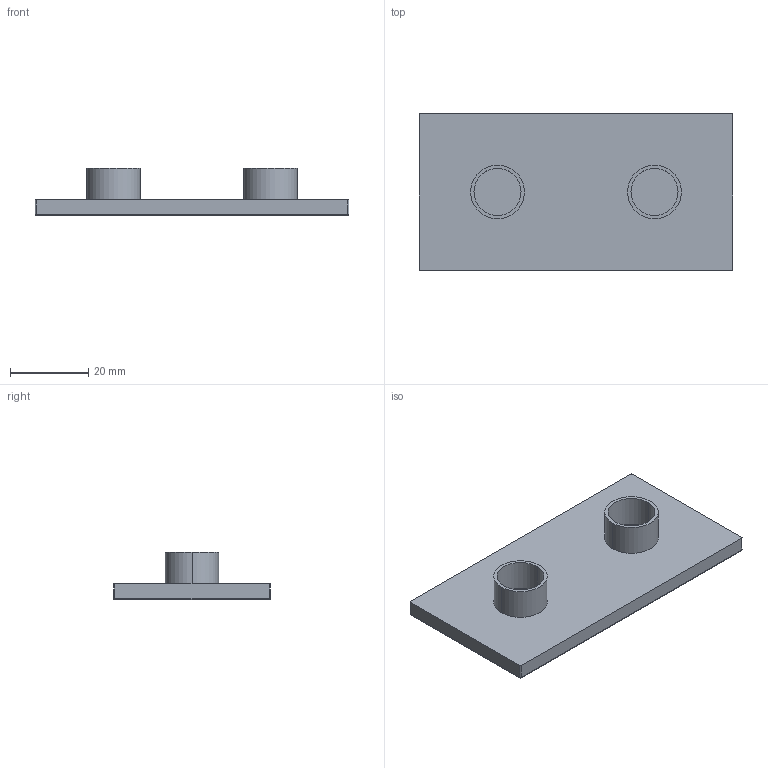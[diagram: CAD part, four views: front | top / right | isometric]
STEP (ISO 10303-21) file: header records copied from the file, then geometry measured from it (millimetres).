
FILE_DESCRIPTION (( 'STEP AP203' ), '1' );
FILE_NAME ('C40-30.STEP', '2018-03-22T12:15:57', ( 'User2' ), ( '' ), 'SwSTEP 2.0', 'SolidWorks 2007', '' );
FILE_SCHEMA (( 'CONFIG_CONTROL_DESIGN' ));
Length unit declared in the file: millimetre
Products named in the file (1): C40-30
Bounding box: 80 x 40 x 12 mm (x, y, z)
Volume: 13344.1 mm3; surface area: 8618.7 mm2
Topology: 1 solids, 1 shells, 30 faces, 64 edges, 36 vertices
Faces by surface type: cylinder 16, plane 10, sphere 4
Entity records: 857 total; most frequent: DIRECTION 154, CARTESIAN_POINT 127, ORIENTED_EDGE 120, AXIS2_PLACEMENT_3D 63, EDGE_CURVE 60, VERTEX_POINT 36, EDGE_LOOP 34, CIRCLE 32
